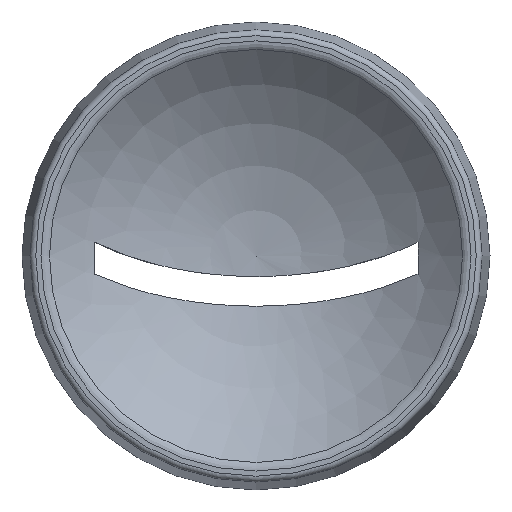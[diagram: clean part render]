
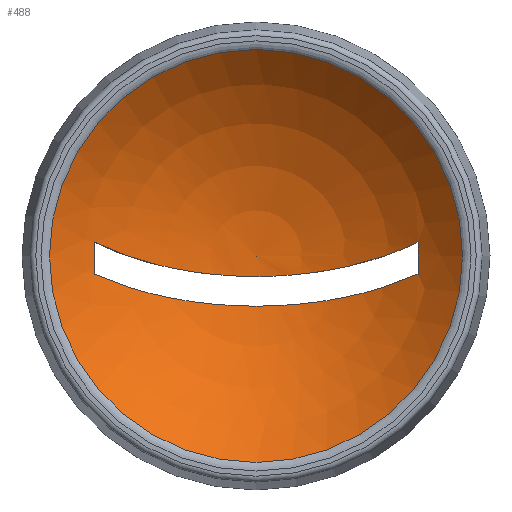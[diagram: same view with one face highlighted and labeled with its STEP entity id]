
A CAD part, top view. The second image highlights one B-rep face of the part: STEP entity #488.
In plain terms, the highlighted spherical face has radius 24.2 mm.
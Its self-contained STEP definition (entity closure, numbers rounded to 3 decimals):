
#75=SPHERICAL_SURFACE('',#552,24.2);
#112=FACE_BOUND('',#169,.T.);
#127=FACE_OUTER_BOUND('',#168,.T.);
#168=EDGE_LOOP('',(#361));
#169=EDGE_LOOP('',(#362,#363,#364,#365));
#208=CIRCLE('',#548,17.211);
#211=CIRCLE('',#553,20.085);
#212=CIRCLE('',#554,21.92);
#213=CIRCLE('',#555,20.085);
#214=CIRCLE('',#556,20.75);
#239=VERTEX_POINT('',#787);
#242=VERTEX_POINT('',#795);
#243=VERTEX_POINT('',#796);
#244=VERTEX_POINT('',#798);
#245=VERTEX_POINT('',#800);
#287=EDGE_CURVE('',#239,#239,#208,.T.);
#290=EDGE_CURVE('',#242,#243,#211,.T.);
#291=EDGE_CURVE('',#243,#244,#212,.T.);
#292=EDGE_CURVE('',#244,#245,#213,.T.);
#293=EDGE_CURVE('',#245,#242,#214,.T.);
#361=ORIENTED_EDGE('',*,*,#287,.F.);
#362=ORIENTED_EDGE('',*,*,#290,.T.);
#363=ORIENTED_EDGE('',*,*,#291,.T.);
#364=ORIENTED_EDGE('',*,*,#292,.T.);
#365=ORIENTED_EDGE('',*,*,#293,.T.);
#488=ADVANCED_FACE('',(#127,#112),#75,.F.);
#548=AXIS2_PLACEMENT_3D('',#788,#633,#634);
#552=AXIS2_PLACEMENT_3D('',#794,#641,#642);
#553=AXIS2_PLACEMENT_3D('',#797,#643,#644);
#554=AXIS2_PLACEMENT_3D('',#799,#645,#646);
#555=AXIS2_PLACEMENT_3D('',#801,#647,#648);
#556=AXIS2_PLACEMENT_3D('',#802,#649,#650);
#633=DIRECTION('center_axis',(0.,0.,-1.));
#634=DIRECTION('ref_axis',(0.,1.,0.));
#641=DIRECTION('center_axis',(0.,0.,1.));
#642=DIRECTION('ref_axis',(1.,0.,0.));
#643=DIRECTION('center_axis',(-1.,0.,0.));
#644=DIRECTION('ref_axis',(0.,0.,1.));
#645=DIRECTION('center_axis',(0.,0.819,-0.574));
#646=DIRECTION('ref_axis',(0.,0.574,0.819));
#647=DIRECTION('center_axis',(1.,0.,0.));
#648=DIRECTION('ref_axis',(0.,0.,-1.));
#649=DIRECTION('center_axis',(0.,-0.819,0.574));
#650=DIRECTION('ref_axis',(0.,-0.574,-0.819));
#787=CARTESIAN_POINT('',(0.,-17.211,2.903));
#788=CARTESIAN_POINT('Origin',(0.,0.,2.903));
#794=CARTESIAN_POINT('Origin',(0.,0.,19.915));
#795=CARTESIAN_POINT('',(13.5,1.163,-0.136));
#796=CARTESIAN_POINT('',(13.5,-1.506,-0.113));
#797=CARTESIAN_POINT('Origin',(13.5,0.,19.915));
#798=CARTESIAN_POINT('',(-13.5,-1.506,-0.113));
#799=CARTESIAN_POINT('Origin',(0.,8.399,14.034));
#800=CARTESIAN_POINT('',(-13.5,1.163,-0.136));
#801=CARTESIAN_POINT('Origin',(-13.5,0.,19.915));
#802=CARTESIAN_POINT('Origin',(0.,10.201,12.772));
